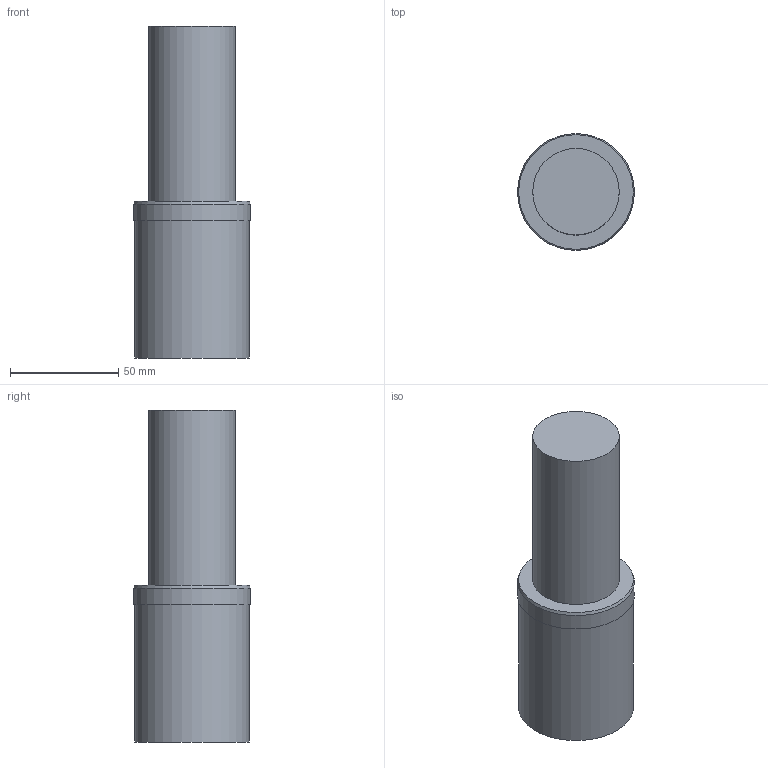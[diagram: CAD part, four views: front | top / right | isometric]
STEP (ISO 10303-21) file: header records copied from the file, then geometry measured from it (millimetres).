
FILE_DESCRIPTION((''),'1');
FILE_NAME('MGT36-AU1.3_8-2.5.stp','2018-02-02T01:32:18',(''),(''),'Spatial Interop R21 SP3','Kubotek KeyCreator 2011 V10.0.2 (22737)',' ');
FILE_SCHEMA(('automotive_design'));
Length unit declared in the file: millimetre
Products named in the file (1): Unnamed[1]
Bounding box: 54 x 54 x 153.5 mm (x, y, z)
Volume: 262439.9 mm3; surface area: 26768.3 mm2
Topology: 1 solids, 1 shells, 8 faces, 12 edges, 7 vertices
Faces by surface type: plane 3, cylinder 3, cone 2
Full cylindrical faces by diameter (mm): 40 x1, 53 x1, 54 x1
Entity records: 313 total; most frequent: DIRECTION 32, PRESENTATION_STYLE_ASSIGNMENT 25, COLOUR_RGB 25, CARTESIAN_POINT 23, STYLED_ITEM 16, AXIS2_PLACEMENT_3D 16, CURVE_STYLE 16, DRAUGHTING_PRE_DEFINED_CURVE_FONT 16
